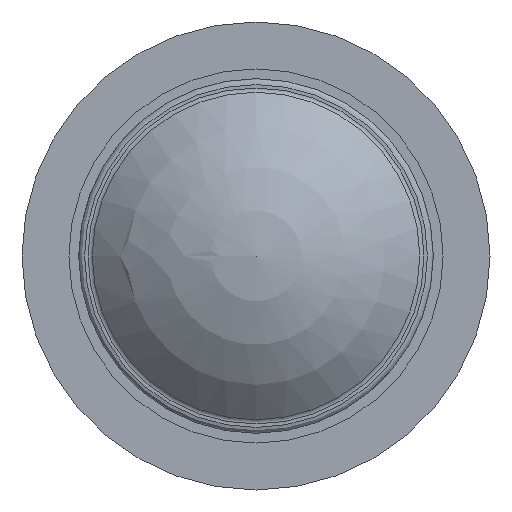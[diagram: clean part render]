
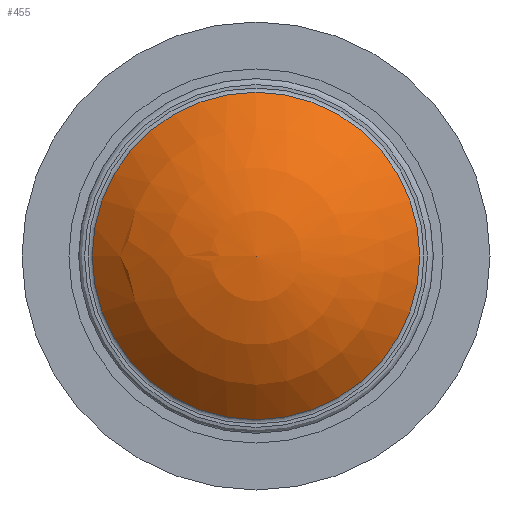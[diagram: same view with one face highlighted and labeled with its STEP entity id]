
A CAD part, front view. The second image highlights one B-rep face of the part: STEP entity #455.
In plain terms, the highlighted spherical face has radius 9.667 mm.
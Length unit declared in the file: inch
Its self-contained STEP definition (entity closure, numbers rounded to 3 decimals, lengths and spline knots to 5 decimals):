
#13=SPHERICAL_SURFACE('',#546,0.38058);
#74=CIRCLE('',#537,0.27272);
#78=CIRCLE('',#541,0.27272);
#79=CIRCLE('',#542,0.27272);
#82=CIRCLE('',#547,0.38058);
#113=FACE_OUTER_BOUND('',#148,.T.);
#148=EDGE_LOOP('',(#399,#400,#401,#402,#403));
#215=VERTEX_POINT('',#835);
#216=VERTEX_POINT('',#836);
#219=VERTEX_POINT('',#843);
#222=VERTEX_POINT('',#852);
#276=EDGE_CURVE('',#215,#216,#74,.T.);
#280=EDGE_CURVE('',#216,#219,#78,.T.);
#281=EDGE_CURVE('',#219,#215,#79,.T.);
#284=EDGE_CURVE('',#222,#219,#82,.T.);
#399=ORIENTED_EDGE('',*,*,#276,.F.);
#400=ORIENTED_EDGE('',*,*,#281,.F.);
#401=ORIENTED_EDGE('',*,*,#284,.F.);
#402=ORIENTED_EDGE('',*,*,#284,.T.);
#403=ORIENTED_EDGE('',*,*,#280,.F.);
#455=ADVANCED_FACE('',(#113),#13,.T.);
#537=AXIS2_PLACEMENT_3D('',#837,#685,#686);
#541=AXIS2_PLACEMENT_3D('',#844,#693,#694);
#542=AXIS2_PLACEMENT_3D('',#845,#695,#696);
#546=AXIS2_PLACEMENT_3D('',#851,#703,#704);
#547=AXIS2_PLACEMENT_3D('',#853,#705,#706);
#685=DIRECTION('center_axis',(0.,1.,0.));
#686=DIRECTION('ref_axis',(0.,0.,-1.));
#693=DIRECTION('center_axis',(0.,1.,0.));
#694=DIRECTION('ref_axis',(0.,0.,-1.));
#695=DIRECTION('center_axis',(0.,1.,0.));
#696=DIRECTION('ref_axis',(0.,0.,-1.));
#703=DIRECTION('center_axis',(0.,-1.,0.));
#704=DIRECTION('ref_axis',(1.,0.,0.));
#705=DIRECTION('center_axis',(0.,0.,-1.));
#706=DIRECTION('ref_axis',(-1.,0.,0.));
#835=CARTESIAN_POINT('',(0.,-0.79038,0.27272));
#836=CARTESIAN_POINT('',(0.27272,-0.79038,0.));
#837=CARTESIAN_POINT('Origin',(0.,-0.79038,0.));
#843=CARTESIAN_POINT('',(-0.27272,-0.79038,0.));
#844=CARTESIAN_POINT('Origin',(0.,-0.79038,0.));
#845=CARTESIAN_POINT('Origin',(0.,-0.79038,0.));
#851=CARTESIAN_POINT('Origin',(0.,-0.52493,0.));
#852=CARTESIAN_POINT('',(0.,-0.90551,0.));
#853=CARTESIAN_POINT('Origin',(0.,-0.52493,0.));
